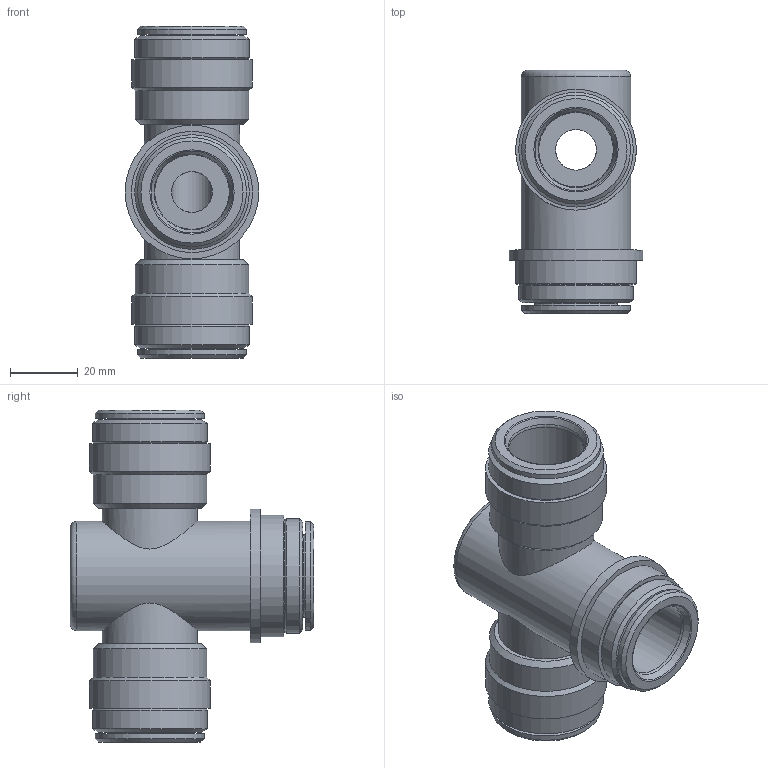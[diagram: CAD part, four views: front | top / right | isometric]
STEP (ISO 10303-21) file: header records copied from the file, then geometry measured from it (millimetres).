
FILE_DESCRIPTION(/* description */ ('STEP AP214'),/* implementation_level */ '2;1');
FILE_NAME(/* name */ '177716_CQA-22',/* time_stamp */ '2024-08-07T22:02:26+02:00',/* author */ ('License CC BY-ND 4.0'),/* organization */ ('CADENAS'),/* preprocessor_version */ 'ST-DEVELOPER v19.3',/* originating_system */ 'PARTsolutions',/* authorisation */ ' ');
FILE_SCHEMA (('AUTOMOTIVE_DESIGN {1 0 10303 214 3 1 1}'));
Length unit declared in the file: millimetre
Products named in the file (1): 177716 CQA-22
Bounding box: 39.4 x 71.8 x 97.8 mm (x, y, z)
Volume: 74638.1 mm3; surface area: 28189.6 mm2
Topology: 1 solids, 1 shells, 70 faces, 127 edges, 75 vertices
Faces by surface type: cylinder 26, plane 20, cone 16, torus 8
Full cylindrical faces by diameter (mm): 12 x2, 22 x3, 24.3 x3, 28 x2, 32.1 x3, 32.2 x1, 33 x3, 33.4 x2, 33.8 x3, 35.6 x2, 35.7 x1, 39.4 x1
Entity records: 1518 total; most frequent: DIRECTION 282, CARTESIAN_POINT 277, ORIENTED_EDGE 144, EDGE_LOOP 142, FACE_BOUND 142, AXIS2_PLACEMENT_3D 141, EDGE_CURVE 72, VERTEX_POINT 72
